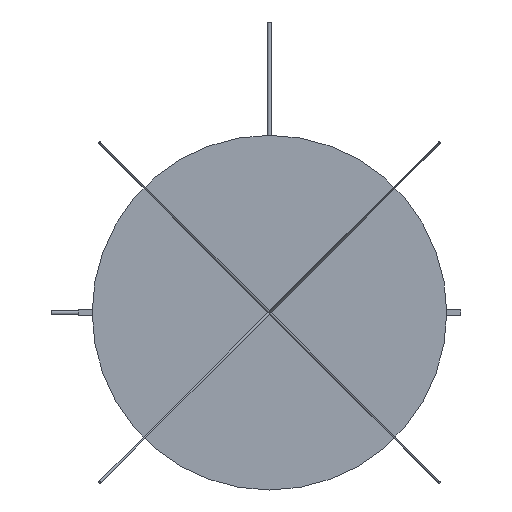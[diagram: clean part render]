
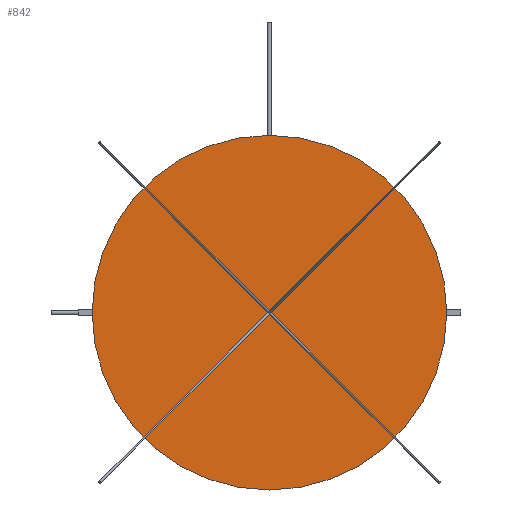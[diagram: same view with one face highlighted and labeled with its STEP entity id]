
A CAD part, left-side view. The second image highlights one B-rep face of the part: STEP entity #842.
In plain terms, the highlighted planar face has unit normal (-1, 0, 0).
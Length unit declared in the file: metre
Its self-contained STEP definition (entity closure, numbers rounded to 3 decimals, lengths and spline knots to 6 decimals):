
#764 = CYLINDRICAL_SURFACE('',#765,1220.);
#765 = AXIS2_PLACEMENT_3D('',#766,#767,#768);
#766 = CARTESIAN_POINT('',(-57.5,0.,0.));
#767 = DIRECTION('',(1.,0.,0.));
#768 = DIRECTION('',(-0.,0.,1.));
#789 = VERTEX_POINT('',#790);
#790 = CARTESIAN_POINT('',(-57.5,0.,1220.));
#811 = EDGE_CURVE('',#789,#789,#812,.T.);
#812 = SURFACE_CURVE('',#813,(#818,#825),.PCURVE_S1.);
#813 = CIRCLE('',#814,1220.);
#814 = AXIS2_PLACEMENT_3D('',#815,#816,#817);
#815 = CARTESIAN_POINT('',(-57.5,0.,0.));
#816 = DIRECTION('',(1.,0.,0.));
#817 = DIRECTION('',(-0.,0.,1.));
#818 = PCURVE('',#764,#819);
#819 = DEFINITIONAL_REPRESENTATION('',(#820),#824);
#820 = LINE('',#821,#822);
#821 = CARTESIAN_POINT('',(0.,0.));
#822 = VECTOR('',#823,1.);
#823 = DIRECTION('',(1.,0.));
#824 = ( GEOMETRIC_REPRESENTATION_CONTEXT(2) 
PARAMETRIC_REPRESENTATION_CONTEXT() REPRESENTATION_CONTEXT('2D SPACE',''
  ) );
#825 = PCURVE('',#826,#831);
#826 = PLANE('',#827);
#827 = AXIS2_PLACEMENT_3D('',#828,#829,#830);
#828 = CARTESIAN_POINT('',(-57.5,0.,0.));
#829 = DIRECTION('',(1.,0.,0.));
#830 = DIRECTION('',(-0.,0.,1.));
#831 = DEFINITIONAL_REPRESENTATION('',(#832),#836);
#832 = CIRCLE('',#833,1220.);
#833 = AXIS2_PLACEMENT_2D('',#834,#835);
#834 = CARTESIAN_POINT('',(0.,0.));
#835 = DIRECTION('',(1.,0.));
#836 = ( GEOMETRIC_REPRESENTATION_CONTEXT(2) 
PARAMETRIC_REPRESENTATION_CONTEXT() REPRESENTATION_CONTEXT('2D SPACE',''
  ) );
#842 = ADVANCED_FACE('',(#843),#826,.F.);
#843 = FACE_BOUND('',#844,.T.);
#844 = EDGE_LOOP('',(#845));
#845 = ORIENTED_EDGE('',*,*,#811,.F.);
